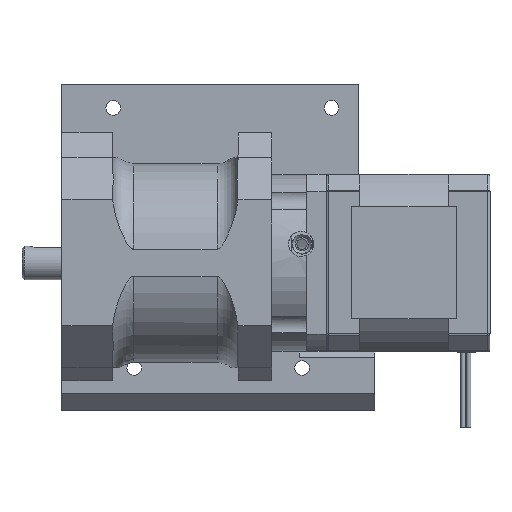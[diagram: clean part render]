
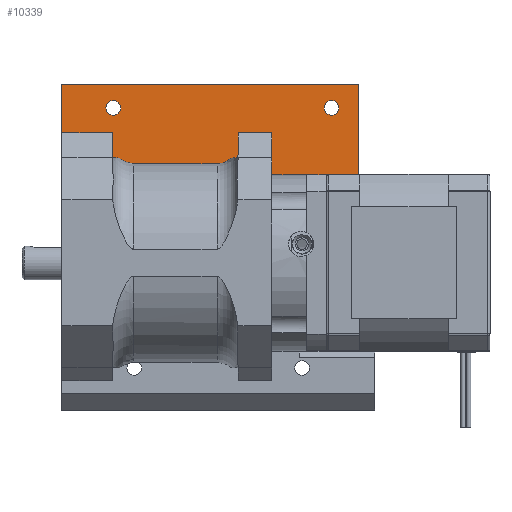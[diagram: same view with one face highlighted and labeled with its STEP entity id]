
A CAD part, top view. The second image highlights one B-rep face of the part: STEP entity #10339.
In plain terms, the highlighted planar face has unit normal (0, 0, 1).
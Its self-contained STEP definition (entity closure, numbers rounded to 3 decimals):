
#63=B_SPLINE_CURVE_WITH_KNOTS('',3,(#17784,#17785,#17786,#17787,#17788,
#17789,#17790,#17791),.UNSPECIFIED.,.F.,.F.,(4,2,2,4),(1.137,
1.177,1.294,1.315),.UNSPECIFIED.);
#64=B_SPLINE_CURVE_WITH_KNOTS('',3,(#17795,#17796,#17797,#17798,#17799,
#17800,#17801,#17802,#17803,#17804,#17805,#17806),.UNSPECIFIED.,.F.,.F.,
(4,2,2,2,2,4),(-1.315,-1.294,-1.177,-1.059,
-0.936,-0.812),.UNSPECIFIED.);
#206=FACE_BOUND('',#3717,.T.);
#207=FACE_BOUND('',#3718,.T.);
#515=PLANE('',#11567);
#1279=LINE('',#17721,#2176);
#1284=LINE('',#17754,#2181);
#1287=LINE('',#17767,#2184);
#1288=LINE('',#17769,#2185);
#1289=LINE('',#17771,#2186);
#1290=LINE('',#17773,#2187);
#1291=LINE('',#17774,#2188);
#1292=LINE('',#17776,#2189);
#1293=LINE('',#17778,#2190);
#1294=LINE('',#17780,#2191);
#1295=LINE('',#17782,#2192);
#1296=LINE('',#17793,#2193);
#1297=LINE('',#17807,#2194);
#2176=VECTOR('',#14372,10.);
#2181=VECTOR('',#14381,10.);
#2184=VECTOR('',#14386,10.);
#2185=VECTOR('',#14387,10.);
#2186=VECTOR('',#14388,10.);
#2187=VECTOR('',#14389,10.);
#2188=VECTOR('',#14390,10.);
#2189=VECTOR('',#14391,10.);
#2190=VECTOR('',#14392,10.);
#2191=VECTOR('',#14393,10.);
#2192=VECTOR('',#14394,10.);
#2193=VECTOR('',#14395,10.);
#2194=VECTOR('',#14396,10.);
#3040=FACE_OUTER_BOUND('',#3716,.T.);
#3716=EDGE_LOOP('',(#9164,#9165,#9166,#9167,#9168,#9169,#9170,#9171,#9172,
#9173,#9174,#9175,#9176,#9177,#9178));
#3717=EDGE_LOOP('',(#9179));
#3718=EDGE_LOOP('',(#9180));
#4285=CIRCLE('',#11568,1.75);
#4286=CIRCLE('',#11569,1.75);
#5124=VERTEX_POINT('',#17718);
#5125=VERTEX_POINT('',#17720);
#5129=VERTEX_POINT('',#17751);
#5130=VERTEX_POINT('',#17753);
#5133=VERTEX_POINT('',#17766);
#5134=VERTEX_POINT('',#17768);
#5135=VERTEX_POINT('',#17770);
#5136=VERTEX_POINT('',#17772);
#5137=VERTEX_POINT('',#17775);
#5138=VERTEX_POINT('',#17777);
#5139=VERTEX_POINT('',#17779);
#5140=VERTEX_POINT('',#17781);
#5141=VERTEX_POINT('',#17783);
#5142=VERTEX_POINT('',#17792);
#5143=VERTEX_POINT('',#17794);
#5144=VERTEX_POINT('',#17808);
#5145=VERTEX_POINT('',#17810);
#6504=EDGE_CURVE('',#5124,#5125,#1279,.T.);
#6510=EDGE_CURVE('',#5129,#5130,#1284,.T.);
#6514=EDGE_CURVE('',#5124,#5133,#1287,.T.);
#6515=EDGE_CURVE('',#5133,#5134,#1288,.T.);
#6516=EDGE_CURVE('',#5135,#5134,#1289,.T.);
#6517=EDGE_CURVE('',#5135,#5136,#1290,.T.);
#6518=EDGE_CURVE('',#5130,#5136,#1291,.T.);
#6519=EDGE_CURVE('',#5129,#5137,#1292,.T.);
#6520=EDGE_CURVE('',#5137,#5138,#1293,.T.);
#6521=EDGE_CURVE('',#5138,#5139,#1294,.T.);
#6522=EDGE_CURVE('',#5139,#5140,#1295,.T.);
#6523=EDGE_CURVE('',#5140,#5141,#63,.T.);
#6524=EDGE_CURVE('',#5141,#5142,#1296,.T.);
#6525=EDGE_CURVE('',#5142,#5143,#64,.T.);
#6526=EDGE_CURVE('',#5143,#5125,#1297,.T.);
#6527=EDGE_CURVE('',#5144,#5144,#4285,.T.);
#6528=EDGE_CURVE('',#5145,#5145,#4286,.T.);
#9164=ORIENTED_EDGE('',*,*,#6514,.T.);
#9165=ORIENTED_EDGE('',*,*,#6515,.T.);
#9166=ORIENTED_EDGE('',*,*,#6516,.F.);
#9167=ORIENTED_EDGE('',*,*,#6517,.T.);
#9168=ORIENTED_EDGE('',*,*,#6518,.F.);
#9169=ORIENTED_EDGE('',*,*,#6510,.F.);
#9170=ORIENTED_EDGE('',*,*,#6519,.T.);
#9171=ORIENTED_EDGE('',*,*,#6520,.T.);
#9172=ORIENTED_EDGE('',*,*,#6521,.T.);
#9173=ORIENTED_EDGE('',*,*,#6522,.T.);
#9174=ORIENTED_EDGE('',*,*,#6523,.T.);
#9175=ORIENTED_EDGE('',*,*,#6524,.T.);
#9176=ORIENTED_EDGE('',*,*,#6525,.T.);
#9177=ORIENTED_EDGE('',*,*,#6526,.T.);
#9178=ORIENTED_EDGE('',*,*,#6504,.F.);
#9179=ORIENTED_EDGE('',*,*,#6527,.T.);
#9180=ORIENTED_EDGE('',*,*,#6528,.T.);
#10339=ADVANCED_FACE('',(#3040,#206,#207),#515,.T.);
#11567=AXIS2_PLACEMENT_3D('',#17765,#14384,#14385);
#11568=AXIS2_PLACEMENT_3D('',#17809,#14397,#14398);
#11569=AXIS2_PLACEMENT_3D('',#17811,#14399,#14400);
#14372=DIRECTION('',(-1.,0.,0.));
#14381=DIRECTION('',(-1.,0.,0.));
#14384=DIRECTION('center_axis',(0.,0.,
1.));
#14385=DIRECTION('ref_axis',(0.,1.,0.));
#14386=DIRECTION('',(0.,-1.,0.));
#14387=DIRECTION('',(1.,0.,0.));
#14388=DIRECTION('',(0.,-1.,0.));
#14389=DIRECTION('',(-1.,0.,0.));
#14390=DIRECTION('',(0.,1.,0.));
#14391=DIRECTION('',(0.,-1.,0.));
#14392=DIRECTION('',(1.,0.,0.));
#14393=DIRECTION('',(0.,-1.,0.));
#14394=DIRECTION('',(-1.,0.,0.));
#14395=DIRECTION('',(1.,0.,0.));
#14396=DIRECTION('',(0.,1.,0.));
#14397=DIRECTION('center_axis',(0.,0.,
-1.));
#14398=DIRECTION('ref_axis',(-1.,0.,0.));
#14399=DIRECTION('center_axis',(0.,0.,
-1.));
#14400=DIRECTION('ref_axis',(-1.,0.,0.));
#17718=CARTESIAN_POINT('',(71.597,29.939,251.326));
#17720=CARTESIAN_POINT('',(63.597,29.939,251.326));
#17721=CARTESIAN_POINT('',(49.597,29.939,251.326));
#17751=CARTESIAN_POINT('',(33.597,29.939,251.326));
#17753=CARTESIAN_POINT('',(21.597,29.939,251.326));
#17754=CARTESIAN_POINT('',(27.597,29.939,251.326));
#17765=CARTESIAN_POINT('Origin',(27.597,23.939,251.326));
#17766=CARTESIAN_POINT('',(71.597,17.439,251.326));
#17767=CARTESIAN_POINT('',(71.597,11.439,251.326));
#17768=CARTESIAN_POINT('',(92.197,17.439,251.326));
#17769=CARTESIAN_POINT('',(27.597,17.439,251.326));
#17770=CARTESIAN_POINT('',(92.197,41.439,251.326));
#17771=CARTESIAN_POINT('',(92.197,23.939,251.326));
#17772=CARTESIAN_POINT('',(21.597,41.439,251.326));
#17773=CARTESIAN_POINT('',(27.597,41.439,251.326));
#17774=CARTESIAN_POINT('',(21.597,41.939,251.326));
#17775=CARTESIAN_POINT('',(33.597,22.857,251.326));
#17776=CARTESIAN_POINT('',(33.597,11.439,251.326));
#17777=CARTESIAN_POINT('',(34.597,22.857,251.326));
#17778=CARTESIAN_POINT('',(21.597,22.857,251.326));
#17779=CARTESIAN_POINT('',(34.597,19.021,251.326));
#17780=CARTESIAN_POINT('',(34.597,22.439,251.326));
#17781=CARTESIAN_POINT('',(34.349,19.021,251.326));
#17782=CARTESIAN_POINT('',(21.597,19.021,251.326));
#17783=CARTESIAN_POINT('',(35.389,17.439,251.326));
#17784=CARTESIAN_POINT('Ctrl Pts',(34.349,19.021,251.326));
#17785=CARTESIAN_POINT('Ctrl Pts',(34.412,18.89,251.326));
#17786=CARTESIAN_POINT('Ctrl Pts',(34.479,18.76,251.326));
#17787=CARTESIAN_POINT('Ctrl Pts',(34.756,18.259,251.326));
#17788=CARTESIAN_POINT('Ctrl Pts',(34.998,17.906,251.326));
#17789=CARTESIAN_POINT('Ctrl Pts',(35.293,17.55,251.326));
#17790=CARTESIAN_POINT('Ctrl Pts',(35.34,17.494,251.326));
#17791=CARTESIAN_POINT('Ctrl Pts',(35.389,17.439,251.326));
#17792=CARTESIAN_POINT('',(61.804,17.439,251.326));
#17793=CARTESIAN_POINT('',(27.597,17.439,251.326));
#17794=CARTESIAN_POINT('',(63.597,22.346,251.326));
#17795=CARTESIAN_POINT('Ctrl Pts',(61.804,17.439,251.326));
#17796=CARTESIAN_POINT('Ctrl Pts',(61.853,17.494,251.326));
#17797=CARTESIAN_POINT('Ctrl Pts',(61.9,17.55,251.326));
#17798=CARTESIAN_POINT('Ctrl Pts',(62.195,17.906,251.326));
#17799=CARTESIAN_POINT('Ctrl Pts',(62.437,18.259,251.326));
#17800=CARTESIAN_POINT('Ctrl Pts',(62.85,19.006,251.326));
#17801=CARTESIAN_POINT('Ctrl Pts',(63.023,19.399,251.326));
#17802=CARTESIAN_POINT('Ctrl Pts',(63.29,20.157,251.326));
#17803=CARTESIAN_POINT('Ctrl Pts',(63.407,20.594,251.326));
#17804=CARTESIAN_POINT('Ctrl Pts',(63.56,21.482,251.326));
#17805=CARTESIAN_POINT('Ctrl Pts',(63.597,21.934,251.326));
#17806=CARTESIAN_POINT('Ctrl Pts',(63.597,22.346,251.326));
#17807=CARTESIAN_POINT('',(63.597,11.439,251.326));
#17808=CARTESIAN_POINT('',(35.597,35.939,251.326));
#17809=CARTESIAN_POINT('Origin',(33.847,35.939,251.326));
#17810=CARTESIAN_POINT('',(87.597,35.939,251.326));
#17811=CARTESIAN_POINT('Origin',(85.847,35.939,251.326));
